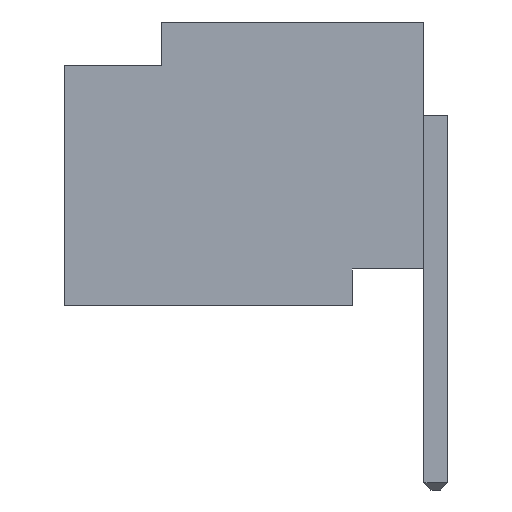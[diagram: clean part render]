
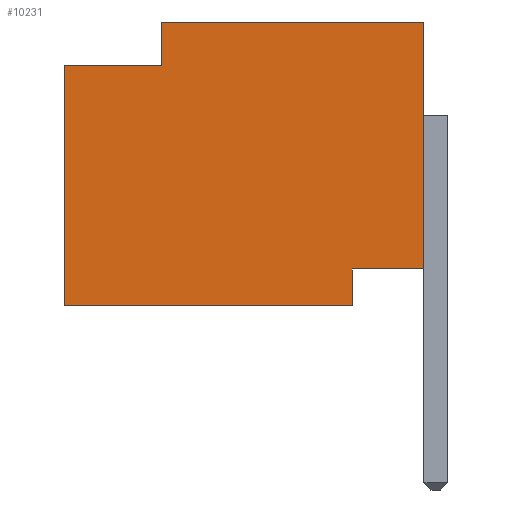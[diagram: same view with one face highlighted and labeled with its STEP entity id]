
A CAD part, left-side view. The second image highlights one B-rep face of the part: STEP entity #10231.
In plain terms, the highlighted planar face has unit normal (-1, 0, 0).
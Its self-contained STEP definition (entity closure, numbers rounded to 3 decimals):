
#614=ORIENTED_EDGE('',*,*,#2600,.T.);
#615=ORIENTED_EDGE('',*,*,#2678,.T.);
#616=ORIENTED_EDGE('',*,*,#2696,.T.);
#617=ORIENTED_EDGE('',*,*,#2697,.F.);
#618=ORIENTED_EDGE('',*,*,#2589,.F.);
#619=ORIENTED_EDGE('',*,*,#2689,.F.);
#620=ORIENTED_EDGE('',*,*,#2698,.F.);
#621=ORIENTED_EDGE('',*,*,#2699,.T.);
#2589=EDGE_CURVE('',#3635,#3636,#4303,.T.);
#2600=EDGE_CURVE('',#3646,#3645,#4314,.T.);
#2678=EDGE_CURVE('',#3645,#3719,#4392,.T.);
#2689=EDGE_CURVE('',#3727,#3635,#4403,.T.);
#2696=EDGE_CURVE('',#3719,#3732,#4410,.T.);
#2697=EDGE_CURVE('',#3636,#3732,#4411,.T.);
#2698=EDGE_CURVE('',#3733,#3727,#4412,.T.);
#2699=EDGE_CURVE('',#3733,#3646,#4413,.T.);
#3635=VERTEX_POINT('',#12997);
#3636=VERTEX_POINT('',#12999);
#3645=VERTEX_POINT('',#13020);
#3646=VERTEX_POINT('',#13022);
#3719=VERTEX_POINT('',#13175);
#3727=VERTEX_POINT('',#13197);
#3732=VERTEX_POINT('',#13212);
#3733=VERTEX_POINT('',#13215);
#4303=LINE('',#12998,#5085);
#4314=LINE('',#13021,#5096);
#4392=LINE('',#13176,#5174);
#4403=LINE('',#13198,#5185);
#4410=LINE('',#13211,#5192);
#4411=LINE('',#13213,#5193);
#4412=LINE('',#13214,#5194);
#4413=LINE('',#13216,#5195);
#5085=VECTOR('',#11276,1000.);
#5096=VECTOR('',#11291,1000.);
#5174=VECTOR('',#11375,1000.);
#5185=VECTOR('',#11392,1000.);
#5192=VECTOR('',#11403,1000.);
#5193=VECTOR('',#11404,1000.);
#5194=VECTOR('',#11405,1000.);
#5195=VECTOR('',#11406,1000.);
#5760=EDGE_LOOP('',(#614,#615,#616,#617,#618,#619,#620,#621));
#6244=FACE_BOUND('',#5760,.T.);
#6716=PLANE('',#10700);
#10231=ADVANCED_FACE('',(#6244),#6716,.T.);
#10700=AXIS2_PLACEMENT_3D('',#13210,#11401,#11402);
#11276=DIRECTION('',(0.,-1.,0.));
#11291=DIRECTION('',(0.,-1.,0.));
#11375=DIRECTION('',(0.,0.,1.));
#11392=DIRECTION('',(0.,0.,1.));
#11401=DIRECTION('',(-1.,0.,0.));
#11402=DIRECTION('',(0.,1.,0.));
#11403=DIRECTION('',(0.,-1.,0.));
#11404=DIRECTION('',(0.,0.,-1.));
#11405=DIRECTION('',(0.,-1.,0.));
#11406=DIRECTION('',(0.,0.,-1.));
#12997=CARTESIAN_POINT('',(-8.373,3.073,3.327));
#12998=CARTESIAN_POINT('',(-8.373,1.27,3.327));
#12999=CARTESIAN_POINT('',(-8.373,0.,3.327));
#13020=CARTESIAN_POINT('',(-8.373,0.838,0.));
#13021=CARTESIAN_POINT('',(-8.373,1.27,0.));
#13022=CARTESIAN_POINT('',(-8.373,4.216,0.));
#13175=CARTESIAN_POINT('',(-8.373,0.838,0.432));
#13176=CARTESIAN_POINT('',(-8.373,0.838,0.));
#13197=CARTESIAN_POINT('',(-8.373,3.073,2.819));
#13198=CARTESIAN_POINT('',(-8.373,3.073,2.819));
#13210=CARTESIAN_POINT('',(-8.373,1.27,3.327));
#13211=CARTESIAN_POINT('',(-8.373,0.838,0.432));
#13212=CARTESIAN_POINT('',(-8.373,0.,0.432));
#13213=CARTESIAN_POINT('',(-8.373,0.,3.327));
#13214=CARTESIAN_POINT('',(-8.373,4.216,2.819));
#13215=CARTESIAN_POINT('',(-8.373,4.216,2.819));
#13216=CARTESIAN_POINT('',(-8.373,4.216,3.327));
